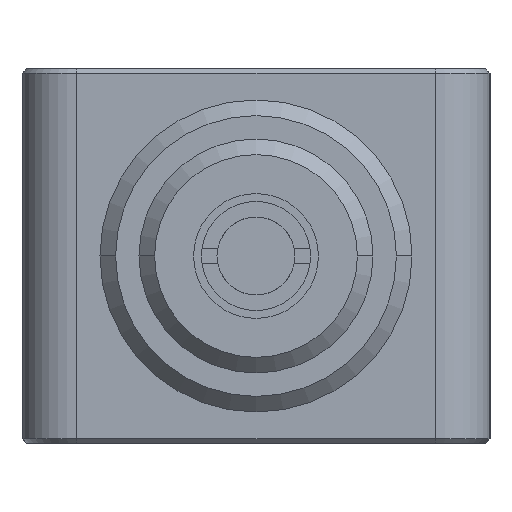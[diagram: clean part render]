
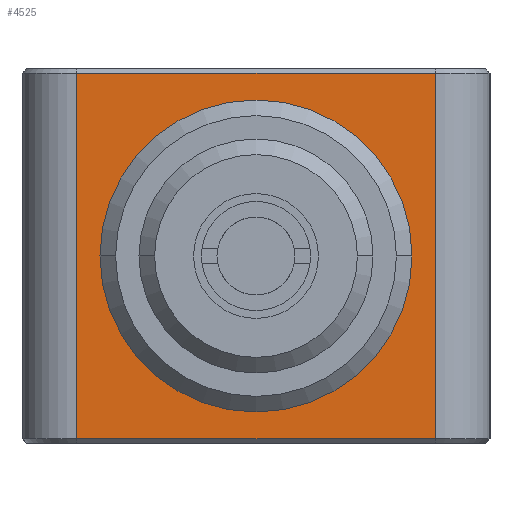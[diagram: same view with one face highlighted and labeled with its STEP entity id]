
A CAD part, left-side view. The second image highlights one B-rep face of the part: STEP entity #4525.
In plain terms, the highlighted planar face has unit normal (-1, 0, 0).
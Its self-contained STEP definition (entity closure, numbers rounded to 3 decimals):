
#513=FACE_OUTER_BOUND('',#1191,.F.);
#1080=FACE_BOUND('',#1190,.F.);
#1190=EDGE_LOOP('',(#1901,#1902));
#1191=EDGE_LOOP('',(#1903,#1904,#1905,#1906));
#1901=ORIENTED_EDGE('',*,*,#7216,.T.);
#1902=ORIENTED_EDGE('',*,*,#7215,.T.);
#1903=ORIENTED_EDGE('',*,*,#7347,.T.);
#1904=ORIENTED_EDGE('',*,*,#7316,.T.);
#1905=ORIENTED_EDGE('',*,*,#7345,.F.);
#1906=ORIENTED_EDGE('',*,*,#7298,.F.);
#4525=ADVANCED_FACE('',(#1080,#513),#5097,.T.);
#5097=PLANE('',#10105);
#5646=LINE('',#14546,#6142);
#5662=LINE('',#14564,#6158);
#5690=LINE('',#14593,#6186);
#5692=LINE('',#14595,#6188);
#6142=VECTOR('',#10955,23.);
#6158=VECTOR('',#10975,23.);
#6186=VECTOR('',#11005,23.4);
#6188=VECTOR('',#11007,23.4);
#6604=CIRCLE('',#9607,9.8);
#6605=CIRCLE('',#9608,9.8);
#7215=EDGE_CURVE('',#9273,#9272,#6604,.T.);
#7216=EDGE_CURVE('',#9272,#9273,#6605,.T.);
#7298=EDGE_CURVE('',#9190,#9189,#5646,.T.);
#7316=EDGE_CURVE('',#9169,#9168,#5662,.T.);
#7345=EDGE_CURVE('',#9189,#9168,#5690,.T.);
#7347=EDGE_CURVE('',#9190,#9169,#5692,.T.);
#9168=VERTEX_POINT('',#14357);
#9169=VERTEX_POINT('',#14358);
#9189=VERTEX_POINT('',#14378);
#9190=VERTEX_POINT('',#14379);
#9272=VERTEX_POINT('',#14461);
#9273=VERTEX_POINT('',#14462);
#9607=AXIS2_PLACEMENT_3D('',#14463,#10823,#10824);
#9608=AXIS2_PLACEMENT_3D('',#14464,#10825,#10826);
#10105=AXIS2_PLACEMENT_3D('',#17417,#12261,#12262);
#10823=DIRECTION('',(-1.,0.,0.));
#10824=DIRECTION('',(0.,-1.,0.));
#10825=DIRECTION('',(-1.,0.,0.));
#10826=DIRECTION('',(0.,1.,0.));
#10955=DIRECTION('',(0.,-1.,0.));
#10975=DIRECTION('',(0.,-1.,0.));
#11005=DIRECTION('',(0.,0.,1.));
#11007=DIRECTION('',(0.,0.,1.));
#12261=DIRECTION('',(-1.,0.,0.));
#12262=DIRECTION('',(0.,0.,1.));
#14357=CARTESIAN_POINT('',(23.925,-11.425,11.775));
#14358=CARTESIAN_POINT('',(23.925,11.575,11.775));
#14378=CARTESIAN_POINT('',(23.925,-11.425,-11.625));
#14379=CARTESIAN_POINT('',(23.925,11.575,-11.625));
#14461=CARTESIAN_POINT('',(23.925,9.875,0.075));
#14462=CARTESIAN_POINT('',(23.925,-9.725,0.075));
#14463=CARTESIAN_POINT('',(23.925,0.075,0.075));
#14464=CARTESIAN_POINT('',(23.925,0.075,0.075));
#14546=CARTESIAN_POINT('',(23.925,11.575,-11.625));
#14564=CARTESIAN_POINT('',(23.925,11.575,11.775));
#14593=CARTESIAN_POINT('',(23.925,-11.425,-11.625));
#14595=CARTESIAN_POINT('',(23.925,11.575,-11.625));
#17417=CARTESIAN_POINT('',(23.925,-14.925,-11.925));
